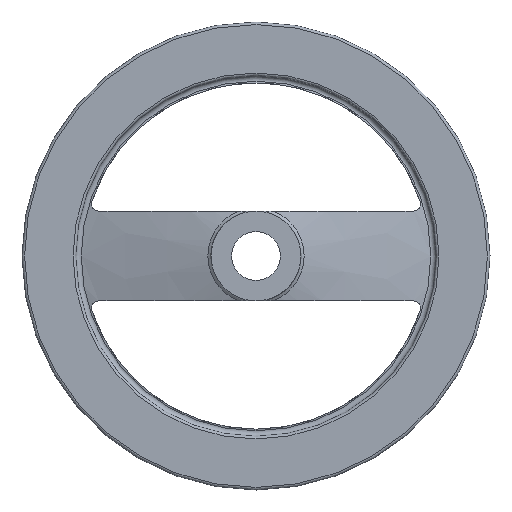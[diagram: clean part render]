
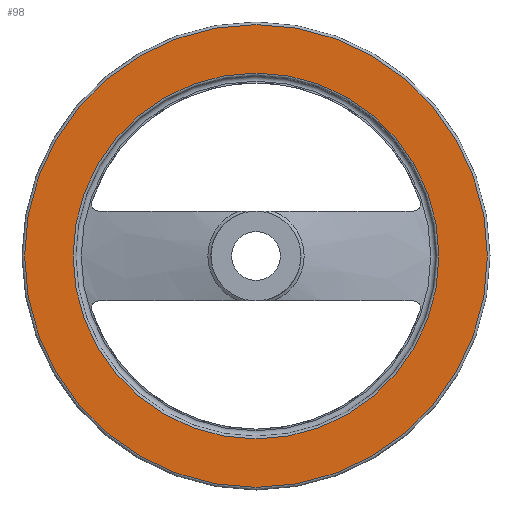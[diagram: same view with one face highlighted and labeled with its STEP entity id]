
A CAD part, left-side view. The second image highlights one B-rep face of the part: STEP entity #98.
In plain terms, the highlighted planar face has unit normal (-1, 0, 0).
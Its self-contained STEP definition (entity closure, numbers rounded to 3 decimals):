
#98 = ADVANCED_FACE( '', ( #208, #209 ), #210, .F. );
#208 = FACE_OUTER_BOUND( '', #315, .T. );
#209 = FACE_BOUND( '', #316, .T. );
#210 = PLANE( '', #317 );
#315 = EDGE_LOOP( '', ( #517 ) );
#316 = EDGE_LOOP( '', ( #518 ) );
#317 = AXIS2_PLACEMENT_3D( '', #519, #520, #521 );
#517 = ORIENTED_EDGE( '', *, *, #611, .F. );
#518 = ORIENTED_EDGE( '', *, *, #628, .T. );
#519 = CARTESIAN_POINT( '', ( 26.6, 97.713, 0. ) );
#520 = DIRECTION( '', ( 1., 0., 0. ) );
#521 = DIRECTION( '', ( 0., 0., -1. ) );
#611 = EDGE_CURVE( '', #729, #729, #730, .T. );
#628 = EDGE_CURVE( '', #753, #753, #754, .T. );
#729 = VERTEX_POINT( '', #1011 );
#730 = CIRCLE( '', #1012, 123.6 );
#753 = VERTEX_POINT( '', #1134 );
#754 = CIRCLE( '', #1135, 97.713 );
#1011 = CARTESIAN_POINT( '', ( 26.6, 0., -123.6 ) );
#1012 = AXIS2_PLACEMENT_3D( '', #1318, #1319, #1320 );
#1134 = CARTESIAN_POINT( '', ( 26.6, 0., -97.713 ) );
#1135 = AXIS2_PLACEMENT_3D( '', #1329, #1330, #1331 );
#1318 = CARTESIAN_POINT( '', ( 26.6, 0., 0. ) );
#1319 = DIRECTION( '', ( 1., 0., 0. ) );
#1320 = DIRECTION( '', ( 0., 0., -1. ) );
#1329 = CARTESIAN_POINT( '', ( 26.6, 0., 0. ) );
#1330 = DIRECTION( '', ( 1., 0., 0. ) );
#1331 = DIRECTION( '', ( 0., 0., -1. ) );
